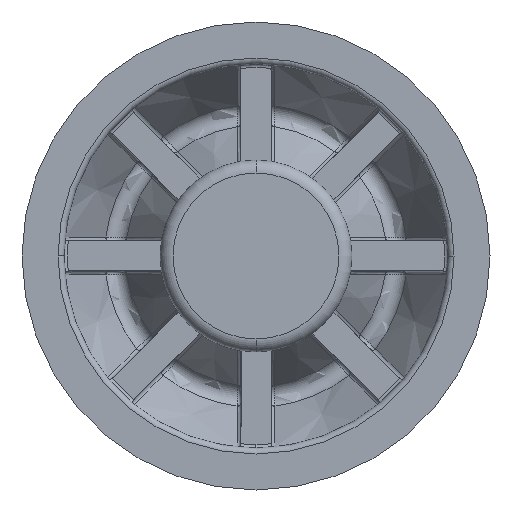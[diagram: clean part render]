
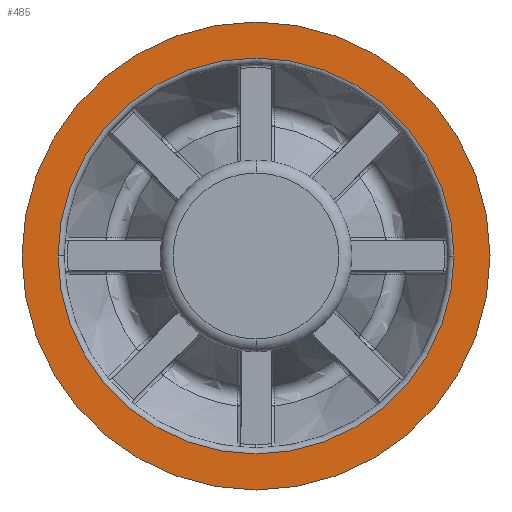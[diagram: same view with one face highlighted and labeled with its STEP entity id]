
A CAD part, front view. The second image highlights one B-rep face of the part: STEP entity #485.
In plain terms, the highlighted planar face has unit normal (0, -1, 0).
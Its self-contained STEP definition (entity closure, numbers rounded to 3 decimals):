
#354 = AXIS2_PLACEMENT_3D ( 'NONE', #4451, #1398, #4874 ) ;
#485 = ADVANCED_FACE ( 'NONE', ( #1604, #5480 ), #1836, .T. ) ;
#519 = DIRECTION ( 'NONE',  ( 1., 0., 0. ) ) ;
#646 = DIRECTION ( 'NONE',  ( 0., 1., 0. ) ) ;
#973 = CARTESIAN_POINT ( 'NONE',  ( -16.5, -1., 0. ) ) ;
#1082 = EDGE_CURVE ( 'NONE', #5226, #5223, #3503, .T. ) ;
#1278 = ORIENTED_EDGE ( 'NONE', *, *, #1960, .T. ) ;
#1317 = ORIENTED_EDGE ( 'NONE', *, *, #1082, .T. ) ;
#1398 = DIRECTION ( 'NONE',  ( 0., -1., 0. ) ) ;
#1407 = CARTESIAN_POINT ( 'NONE',  ( 16.5, -1., 0. ) ) ;
#1516 = CIRCLE ( 'NONE', #4019, 16.5 ) ;
#1604 = FACE_BOUND ( 'NONE', #3912, .T. ) ;
#1836 = PLANE ( 'NONE',  #354 ) ;
#1857 = DIRECTION ( 'NONE',  ( 0., 1., 0. ) ) ;
#1894 = DIRECTION ( 'NONE',  ( 0., 0., 1. ) ) ;
#1960 = EDGE_CURVE ( 'NONE', #5223, #5226, #1516, .T. ) ;
#2448 = CARTESIAN_POINT ( 'NONE',  ( 0., -1., -19.5 ) ) ;
#2579 = EDGE_CURVE ( 'NONE', #3896, #3126, #3151, .T. ) ;
#3126 = VERTEX_POINT ( 'NONE', #5217 ) ;
#3151 = CIRCLE ( 'NONE', #4849, 19.5 ) ;
#3503 = CIRCLE ( 'NONE', #3890, 16.5 ) ;
#3532 = ORIENTED_EDGE ( 'NONE', *, *, #4814, .F. ) ;
#3646 = CARTESIAN_POINT ( 'NONE',  ( 0., -1., 0. ) ) ;
#3820 = EDGE_LOOP ( 'NONE', ( #3532, #4605 ) ) ;
#3890 = AXIS2_PLACEMENT_3D ( 'NONE', #5347, #4536, #519 ) ;
#3896 = VERTEX_POINT ( 'NONE', #2448 ) ;
#3912 = EDGE_LOOP ( 'NONE', ( #1317, #1278 ) ) ;
#4019 = AXIS2_PLACEMENT_3D ( 'NONE', #4580, #646, #5013 ) ;
#4050 = CARTESIAN_POINT ( 'NONE',  ( 0., -1., 0. ) ) ;
#4298 = CIRCLE ( 'NONE', #4662, 19.5 ) ;
#4451 = CARTESIAN_POINT ( 'NONE',  ( -19.5, -1., 0. ) ) ;
#4503 = DIRECTION ( 'NONE',  ( 0., 1., 0. ) ) ;
#4528 = DIRECTION ( 'NONE',  ( 0., 0., 1. ) ) ;
#4536 = DIRECTION ( 'NONE',  ( 0., 1., 0. ) ) ;
#4580 = CARTESIAN_POINT ( 'NONE',  ( 0., -1., 0. ) ) ;
#4605 = ORIENTED_EDGE ( 'NONE', *, *, #2579, .F. ) ;
#4662 = AXIS2_PLACEMENT_3D ( 'NONE', #3646, #1857, #4528 ) ;
#4814 = EDGE_CURVE ( 'NONE', #3126, #3896, #4298, .T. ) ;
#4849 = AXIS2_PLACEMENT_3D ( 'NONE', #4050, #4503, #1894 ) ;
#4874 = DIRECTION ( 'NONE',  ( 0., 0., -1. ) ) ;
#5013 = DIRECTION ( 'NONE',  ( 1., 0., 0. ) ) ;
#5217 = CARTESIAN_POINT ( 'NONE',  ( 0., -1., 19.5 ) ) ;
#5223 = VERTEX_POINT ( 'NONE', #973 ) ;
#5226 = VERTEX_POINT ( 'NONE', #1407 ) ;
#5347 = CARTESIAN_POINT ( 'NONE',  ( 0., -1., 0. ) ) ;
#5480 = FACE_OUTER_BOUND ( 'NONE', #3820, .T. ) ;
